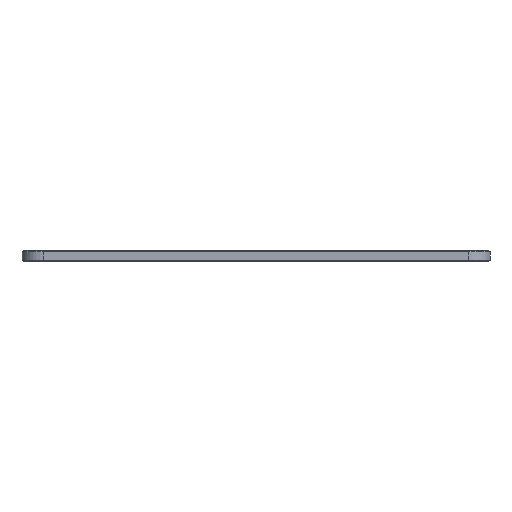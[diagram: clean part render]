
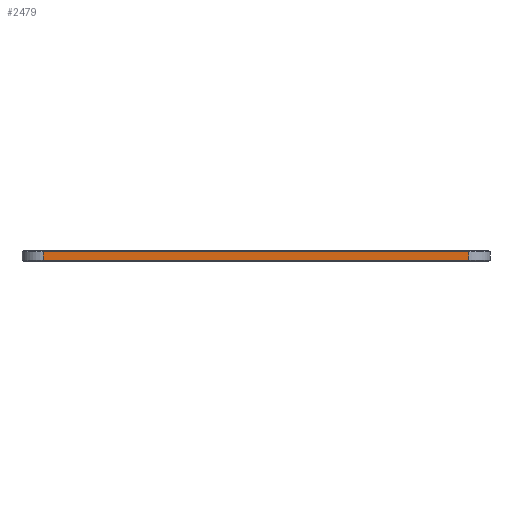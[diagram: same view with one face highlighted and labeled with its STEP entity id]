
A CAD part, left-side view. The second image highlights one B-rep face of the part: STEP entity #2479.
In plain terms, the highlighted planar face has unit normal (-1, 0, 0).
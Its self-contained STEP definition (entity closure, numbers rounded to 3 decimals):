
#101 = PLANE('',#102);
#102 = AXIS2_PLACEMENT_3D('',#103,#104,#105);
#103 = CARTESIAN_POINT('',(-6.1,125.,0.15));
#104 = DIRECTION('',(0.707,0.,0.707));
#105 = DIRECTION('',(0.,-1.,0.));
#949 = VERTEX_POINT('',#950);
#950 = CARTESIAN_POINT('',(-6.25,125.,0.3));
#965 = CYLINDRICAL_SURFACE('',#966,6.25);
#966 = AXIS2_PLACEMENT_3D('',#967,#968,#969);
#967 = CARTESIAN_POINT('',(0.,125.,0.));
#968 = DIRECTION('',(-0.,-0.,-1.));
#969 = DIRECTION('',(1.,0.,0.));
#1058 = EDGE_CURVE('',#949,#1059,#1061,.T.);
#1059 = VERTEX_POINT('',#1060);
#1060 = CARTESIAN_POINT('',(-6.25,0.,0.3));
#1061 = SURFACE_CURVE('',#1062,(#1066,#1073),.PCURVE_S1.);
#1062 = LINE('',#1063,#1064);
#1063 = CARTESIAN_POINT('',(-6.25,125.,0.3));
#1064 = VECTOR('',#1065,1.);
#1065 = DIRECTION('',(-0.,-1.,-0.));
#1066 = PCURVE('',#101,#1067);
#1067 = DEFINITIONAL_REPRESENTATION('',(#1068),#1072);
#1068 = LINE('',#1069,#1070);
#1069 = CARTESIAN_POINT('',(0.,-0.212));
#1070 = VECTOR('',#1071,1.);
#1071 = DIRECTION('',(1.,0.));
#1072 = ( GEOMETRIC_REPRESENTATION_CONTEXT(2) 
PARAMETRIC_REPRESENTATION_CONTEXT() REPRESENTATION_CONTEXT('2D SPACE',''
  ) );
#1073 = PCURVE('',#1074,#1079);
#1074 = PLANE('',#1075);
#1075 = AXIS2_PLACEMENT_3D('',#1076,#1077,#1078);
#1076 = CARTESIAN_POINT('',(-6.25,0.,0.));
#1077 = DIRECTION('',(-1.,0.,0.));
#1078 = DIRECTION('',(0.,1.,0.));
#1079 = DEFINITIONAL_REPRESENTATION('',(#1080),#1084);
#1080 = LINE('',#1081,#1082);
#1081 = CARTESIAN_POINT('',(125.,-0.3));
#1082 = VECTOR('',#1083,1.);
#1083 = DIRECTION('',(-1.,0.));
#1084 = ( GEOMETRIC_REPRESENTATION_CONTEXT(2) 
PARAMETRIC_REPRESENTATION_CONTEXT() REPRESENTATION_CONTEXT('2D SPACE',''
  ) );
#1181 = CYLINDRICAL_SURFACE('',#1182,6.25);
#1182 = AXIS2_PLACEMENT_3D('',#1183,#1184,#1185);
#1183 = CARTESIAN_POINT('',(0.,0.,0.));
#1184 = DIRECTION('',(-0.,-0.,-1.));
#1185 = DIRECTION('',(1.,0.,0.));
#2375 = VERTEX_POINT('',#2376);
#2376 = CARTESIAN_POINT('',(-6.25,125.,2.825));
#2403 = EDGE_CURVE('',#949,#2375,#2404,.T.);
#2404 = SURFACE_CURVE('',#2405,(#2409,#2416),.PCURVE_S1.);
#2405 = LINE('',#2406,#2407);
#2406 = CARTESIAN_POINT('',(-6.25,125.,0.));
#2407 = VECTOR('',#2408,1.);
#2408 = DIRECTION('',(0.,0.,1.));
#2409 = PCURVE('',#965,#2410);
#2410 = DEFINITIONAL_REPRESENTATION('',(#2411),#2415);
#2411 = LINE('',#2412,#2413);
#2412 = CARTESIAN_POINT('',(-3.142,0.));
#2413 = VECTOR('',#2414,1.);
#2414 = DIRECTION('',(-0.,-1.));
#2415 = ( GEOMETRIC_REPRESENTATION_CONTEXT(2) 
PARAMETRIC_REPRESENTATION_CONTEXT() REPRESENTATION_CONTEXT('2D SPACE',''
  ) );
#2416 = PCURVE('',#1074,#2417);
#2417 = DEFINITIONAL_REPRESENTATION('',(#2418),#2422);
#2418 = LINE('',#2419,#2420);
#2419 = CARTESIAN_POINT('',(125.,0.));
#2420 = VECTOR('',#2421,1.);
#2421 = DIRECTION('',(0.,-1.));
#2422 = ( GEOMETRIC_REPRESENTATION_CONTEXT(2) 
PARAMETRIC_REPRESENTATION_CONTEXT() REPRESENTATION_CONTEXT('2D SPACE',''
  ) );
#2479 = ADVANCED_FACE('',(#2480),#1074,.T.);
#2480 = FACE_BOUND('',#2481,.T.);
#2481 = EDGE_LOOP('',(#2482,#2505,#2531,#2532));
#2482 = ORIENTED_EDGE('',*,*,#2483,.T.);
#2483 = EDGE_CURVE('',#1059,#2484,#2486,.T.);
#2484 = VERTEX_POINT('',#2485);
#2485 = CARTESIAN_POINT('',(-6.25,0.,2.825));
#2486 = SURFACE_CURVE('',#2487,(#2491,#2498),.PCURVE_S1.);
#2487 = LINE('',#2488,#2489);
#2488 = CARTESIAN_POINT('',(-6.25,0.,0.));
#2489 = VECTOR('',#2490,1.);
#2490 = DIRECTION('',(0.,0.,1.));
#2491 = PCURVE('',#1074,#2492);
#2492 = DEFINITIONAL_REPRESENTATION('',(#2493),#2497);
#2493 = LINE('',#2494,#2495);
#2494 = CARTESIAN_POINT('',(0.,0.));
#2495 = VECTOR('',#2496,1.);
#2496 = DIRECTION('',(0.,-1.));
#2497 = ( GEOMETRIC_REPRESENTATION_CONTEXT(2) 
PARAMETRIC_REPRESENTATION_CONTEXT() REPRESENTATION_CONTEXT('2D SPACE',''
  ) );
#2498 = PCURVE('',#1181,#2499);
#2499 = DEFINITIONAL_REPRESENTATION('',(#2500),#2504);
#2500 = LINE('',#2501,#2502);
#2501 = CARTESIAN_POINT('',(-3.142,0.));
#2502 = VECTOR('',#2503,1.);
#2503 = DIRECTION('',(-0.,-1.));
#2504 = ( GEOMETRIC_REPRESENTATION_CONTEXT(2) 
PARAMETRIC_REPRESENTATION_CONTEXT() REPRESENTATION_CONTEXT('2D SPACE',''
  ) );
#2505 = ORIENTED_EDGE('',*,*,#2506,.F.);
#2506 = EDGE_CURVE('',#2375,#2484,#2507,.T.);
#2507 = SURFACE_CURVE('',#2508,(#2512,#2519),.PCURVE_S1.);
#2508 = LINE('',#2509,#2510);
#2509 = CARTESIAN_POINT('',(-6.25,125.,2.825));
#2510 = VECTOR('',#2511,1.);
#2511 = DIRECTION('',(-0.,-1.,-0.));
#2512 = PCURVE('',#1074,#2513);
#2513 = DEFINITIONAL_REPRESENTATION('',(#2514),#2518);
#2514 = LINE('',#2515,#2516);
#2515 = CARTESIAN_POINT('',(125.,-2.825));
#2516 = VECTOR('',#2517,1.);
#2517 = DIRECTION('',(-1.,0.));
#2518 = ( GEOMETRIC_REPRESENTATION_CONTEXT(2) 
PARAMETRIC_REPRESENTATION_CONTEXT() REPRESENTATION_CONTEXT('2D SPACE',''
  ) );
#2519 = PCURVE('',#2520,#2525);
#2520 = PLANE('',#2521);
#2521 = AXIS2_PLACEMENT_3D('',#2522,#2523,#2524);
#2522 = CARTESIAN_POINT('',(-6.1,125.,2.975));
#2523 = DIRECTION('',(-0.707,0.,0.707));
#2524 = DIRECTION('',(0.,-1.,0.));
#2525 = DEFINITIONAL_REPRESENTATION('',(#2526),#2530);
#2526 = LINE('',#2527,#2528);
#2527 = CARTESIAN_POINT('',(-0.,-0.212));
#2528 = VECTOR('',#2529,1.);
#2529 = DIRECTION('',(1.,0.));
#2530 = ( GEOMETRIC_REPRESENTATION_CONTEXT(2) 
PARAMETRIC_REPRESENTATION_CONTEXT() REPRESENTATION_CONTEXT('2D SPACE',''
  ) );
#2531 = ORIENTED_EDGE('',*,*,#2403,.F.);
#2532 = ORIENTED_EDGE('',*,*,#1058,.T.);
